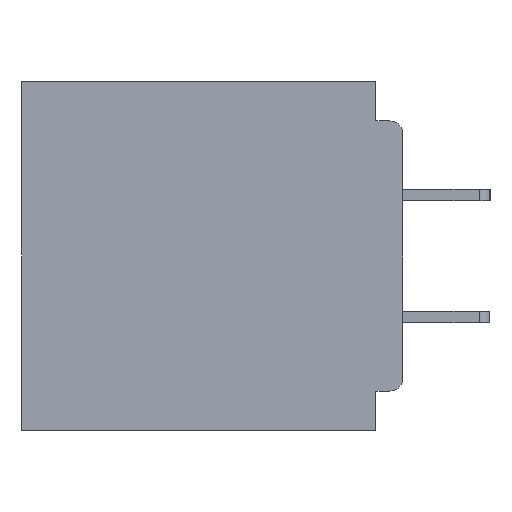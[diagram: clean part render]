
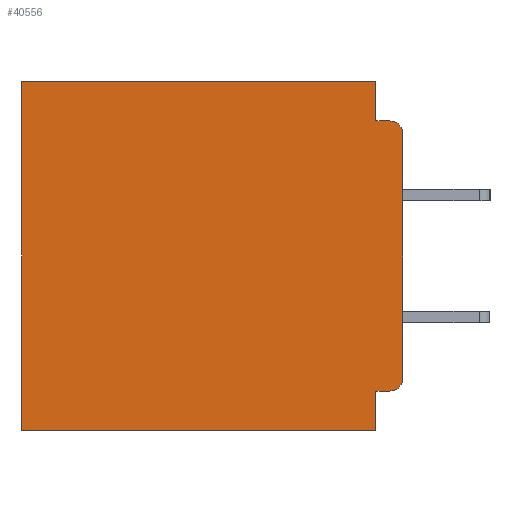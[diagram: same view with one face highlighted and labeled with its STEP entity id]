
A CAD part, left-side view. The second image highlights one B-rep face of the part: STEP entity #40556.
In plain terms, the highlighted planar face has unit normal (-1, 0, 0).
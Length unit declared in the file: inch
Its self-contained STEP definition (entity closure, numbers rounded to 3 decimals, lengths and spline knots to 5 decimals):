
#17 = AXIS2_PLACEMENT_3D ( 'NONE', #48395, #20073, #53131 ) ;
#2628 = CARTESIAN_POINT ( 'NONE',  ( 0.3, 0.031, -0.4 ) ) ;
#3639 = CARTESIAN_POINT ( 'NONE',  ( 0.3, 0., -0.4 ) ) ;
#5765 = VERTEX_POINT ( 'NONE', #12543 ) ;
#6726 = DIRECTION ( 'NONE',  ( 0., 0., -1. ) ) ;
#6839 = EDGE_CURVE ( 'NONE', #44009, #17340, #48277, .T. ) ;
#7220 = VERTEX_POINT ( 'NONE', #2628 ) ;
#7967 = CARTESIAN_POINT ( 'NONE',  ( 0.3, 0., -0.4 ) ) ;
#8329 = FACE_OUTER_BOUND ( 'NONE', #31740, .T. ) ;
#8440 = DIRECTION ( 'NONE',  ( 1., 0., 0. ) ) ;
#9166 = VECTOR ( 'NONE', #45334, 39.37008 ) ;
#10063 = CARTESIAN_POINT ( 'NONE',  ( 0.3, 0.031, -0.355 ) ) ;
#12175 = VECTOR ( 'NONE', #15108, 39.37008 ) ;
#12328 = EDGE_CURVE ( 'NONE', #46534, #13651, #20735, .T. ) ;
#12543 = CARTESIAN_POINT ( 'NONE',  ( 0.3, 0.015, -0.355 ) ) ;
#13651 = VERTEX_POINT ( 'NONE', #23329 ) ;
#15108 = DIRECTION ( 'NONE',  ( 0., 1., 0. ) ) ;
#15266 = EDGE_CURVE ( 'NONE', #5765, #37676, #18155, .T. ) ;
#15332 = CARTESIAN_POINT ( 'NONE',  ( 0.3, 0.031, 0. ) ) ;
#16764 = CARTESIAN_POINT ( 'NONE',  ( 0.3, 0.015, -0.045 ) ) ;
#17272 = AXIS2_PLACEMENT_3D ( 'NONE', #47464, #19173, #52234 ) ;
#17276 = EDGE_CURVE ( 'NONE', #19983, #40262, #36445, .T. ) ;
#17340 = VERTEX_POINT ( 'NONE', #16764 ) ;
#17382 = DIRECTION ( 'NONE',  ( 0., -1., 0. ) ) ;
#18110 = DIRECTION ( 'NONE',  ( 0., 0., -1. ) ) ;
#18155 = CIRCLE ( 'NONE', #17, 0.015 ) ;
#18812 = ORIENTED_EDGE ( 'NONE', *, *, #41700, .T. ) ;
#19173 = DIRECTION ( 'NONE',  ( -1., 0., 0. ) ) ;
#19266 = EDGE_CURVE ( 'NONE', #36310, #7220, #24382, .T. ) ;
#19983 = VERTEX_POINT ( 'NONE', #51507 ) ;
#20073 = DIRECTION ( 'NONE',  ( -1., 0., 0. ) ) ;
#20735 = LINE ( 'NONE', #51158, #31801 ) ;
#21727 = EDGE_CURVE ( 'NONE', #5765, #36310, #56610, .T. ) ;
#22323 = CARTESIAN_POINT ( 'NONE',  ( 0.3, 0., -0.06 ) ) ;
#22467 = EDGE_CURVE ( 'NONE', #13651, #17340, #51323, .T. ) ;
#23060 = ORIENTED_EDGE ( 'NONE', *, *, #19266, .F. ) ;
#23329 = CARTESIAN_POINT ( 'NONE',  ( 0.3, 0.031, -0.045 ) ) ;
#24382 = LINE ( 'NONE', #50322, #48033 ) ;
#26592 = ORIENTED_EDGE ( 'NONE', *, *, #22467, .F. ) ;
#27317 = CARTESIAN_POINT ( 'NONE',  ( 0.3, 0., -0.4 ) ) ;
#30227 = CARTESIAN_POINT ( 'NONE',  ( 0.3, 0., -0.34 ) ) ;
#31597 = CARTESIAN_POINT ( 'NONE',  ( 0.3, 0., -0.045 ) ) ;
#31740 = EDGE_LOOP ( 'NONE', ( #36365, #51167, #26592, #31980, #18812, #39903, #33867, #23060, #49106, #56726 ) ) ;
#31801 = VECTOR ( 'NONE', #18110, 39.37008 ) ;
#31980 = ORIENTED_EDGE ( 'NONE', *, *, #12328, .F. ) ;
#33867 = ORIENTED_EDGE ( 'NONE', *, *, #47416, .F. ) ;
#34956 = VECTOR ( 'NONE', #6726, 39.37008 ) ;
#36310 = VERTEX_POINT ( 'NONE', #10063 ) ;
#36360 = DIRECTION ( 'NONE',  ( 0., 0., -1. ) ) ;
#36365 = ORIENTED_EDGE ( 'NONE', *, *, #58370, .F. ) ;
#36445 = LINE ( 'NONE', #53949, #34956 ) ;
#37233 = VECTOR ( 'NONE', #17382, 39.37008 ) ;
#37676 = VERTEX_POINT ( 'NONE', #30227 ) ;
#38924 = VECTOR ( 'NONE', #60325, 39.37008 ) ;
#39903 = ORIENTED_EDGE ( 'NONE', *, *, #17276, .T. ) ;
#40262 = VERTEX_POINT ( 'NONE', #43284 ) ;
#40556 = ADVANCED_FACE ( 'NONE', ( #8329 ), #60370, .F. ) ;
#41587 = DIRECTION ( 'NONE',  ( 0., 0., -1. ) ) ;
#41700 = EDGE_CURVE ( 'NONE', #46534, #19983, #48470, .T. ) ;
#42325 = VECTOR ( 'NONE', #36360, 39.37008 ) ;
#43284 = CARTESIAN_POINT ( 'NONE',  ( 0.3, 0.437, -0.4 ) ) ;
#43428 = CARTESIAN_POINT ( 'NONE',  ( 0.3, 0., 0. ) ) ;
#44009 = VERTEX_POINT ( 'NONE', #22323 ) ;
#45334 = DIRECTION ( 'NONE',  ( 0., 1., 0. ) ) ;
#45559 = DIRECTION ( 'NONE',  ( 0., 0., -1. ) ) ;
#46534 = VERTEX_POINT ( 'NONE', #15332 ) ;
#47416 = EDGE_CURVE ( 'NONE', #7220, #40262, #51535, .T. ) ;
#47464 = CARTESIAN_POINT ( 'NONE',  ( 0.3, 0.015, -0.06 ) ) ;
#48033 = VECTOR ( 'NONE', #45559, 39.37008 ) ;
#48277 = CIRCLE ( 'NONE', #17272, 0.015 ) ;
#48395 = CARTESIAN_POINT ( 'NONE',  ( 0.3, 0.015, -0.34 ) ) ;
#48470 = LINE ( 'NONE', #43428, #12175 ) ;
#49106 = ORIENTED_EDGE ( 'NONE', *, *, #21727, .F. ) ;
#50322 = CARTESIAN_POINT ( 'NONE',  ( 0.3, 0.031, -0.4 ) ) ;
#51158 = CARTESIAN_POINT ( 'NONE',  ( 0.3, 0.031, 0. ) ) ;
#51167 = ORIENTED_EDGE ( 'NONE', *, *, #6839, .T. ) ;
#51323 = LINE ( 'NONE', #31597, #37233 ) ;
#51507 = CARTESIAN_POINT ( 'NONE',  ( 0.3, 0.437, 0. ) ) ;
#51535 = LINE ( 'NONE', #27317, #38924 ) ;
#52234 = DIRECTION ( 'NONE',  ( 0., 0., -1. ) ) ;
#53131 = DIRECTION ( 'NONE',  ( 0., 0., -1. ) ) ;
#53399 = LINE ( 'NONE', #7967, #42325 ) ;
#53949 = CARTESIAN_POINT ( 'NONE',  ( 0.3, 0.437, -0.4 ) ) ;
#54845 = CARTESIAN_POINT ( 'NONE',  ( 0.3, 0., -0.355 ) ) ;
#56610 = LINE ( 'NONE', #54845, #9166 ) ;
#56726 = ORIENTED_EDGE ( 'NONE', *, *, #15266, .T. ) ;
#58370 = EDGE_CURVE ( 'NONE', #44009, #37676, #53399, .T. ) ;
#60325 = DIRECTION ( 'NONE',  ( 0., 1., 0. ) ) ;
#60370 = PLANE ( 'NONE',  #60672 ) ;
#60672 = AXIS2_PLACEMENT_3D ( 'NONE', #3639, #8440, #41587 ) ;
